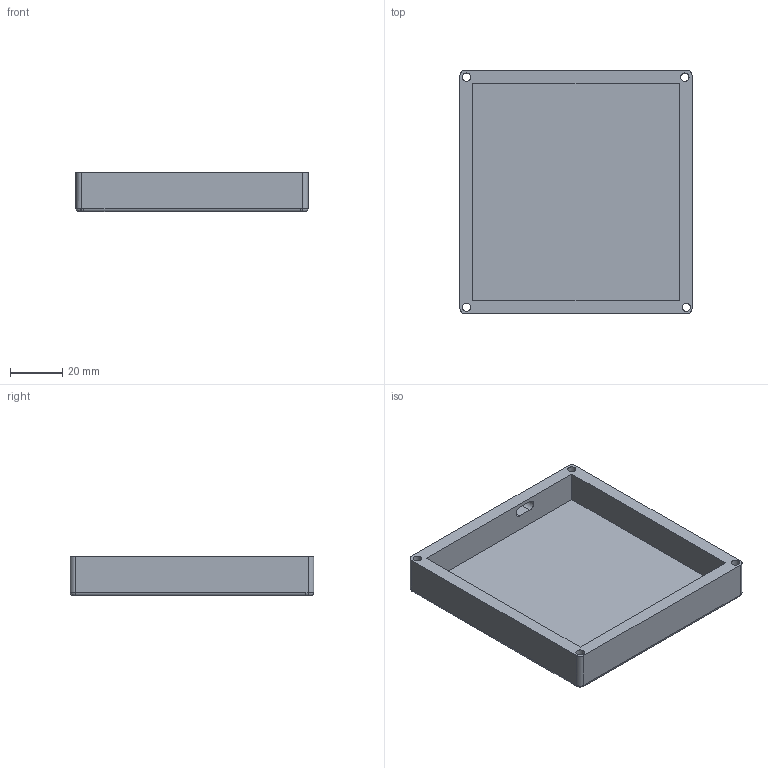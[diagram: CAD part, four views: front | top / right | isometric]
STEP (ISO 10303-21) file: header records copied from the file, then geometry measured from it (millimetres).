
FILE_DESCRIPTION(/* description */ ('','CAx-IF Rec.Pracs.---Representation and Presentation of Product Manufacturing Information (PMI)---4.0---2014-10-13'),/* implementation_level */ '2;1');
FILE_NAME(/* name */ 'Case Bottom v2.step',/* time_stamp */ '2025-02-18T13:00:31-08:00',/* author */ (''),/* organization */ (''),/* preprocessor_version */ 'ST-DEVELOPER v20',/* originating_system */ 'Autodesk Translation Framework v13.20.0.188',/* authorisation */ '');
FILE_SCHEMA (('AP242_MANAGED_MODEL_BASED_3D_ENGINEERING_MIM_LF { 1 0 10303 442 1 1 4 }'));
Length unit declared in the file: millimetre
Products named in the file (2): Case; HackPad
Assembly tree (1 placements, depth 2):
  Case
    HackPad
Bounding box: 89.24 x 93.69 x 15 mm (x, y, z)
Volume: 45047.9 mm3; surface area: 26491.9 mm2
Topology: 1 solids, 1 shells, 38 faces, 100 edges, 62 vertices
Faces by surface type: cylinder 18, plane 14, bspline 6
Full cylindrical faces by diameter (mm): 3.2 x4
Entity records: 1296 total; most frequent: CARTESIAN_POINT 297, DIRECTION 201, ORIENTED_EDGE 200, EDGE_CURVE 100, AXIS2_PLACEMENT_3D 76, VERTEX_POINT 62, LINE 49, VECTOR 49
